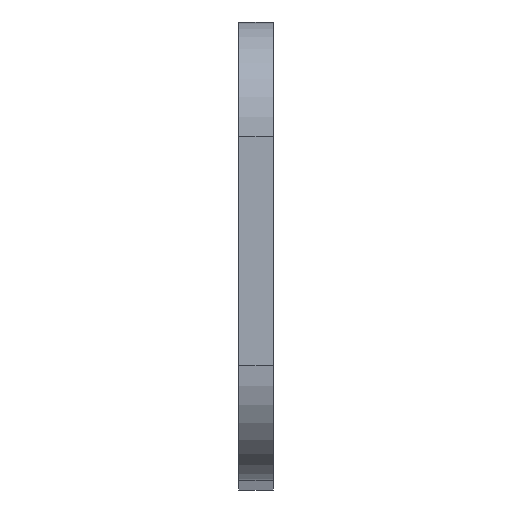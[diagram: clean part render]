
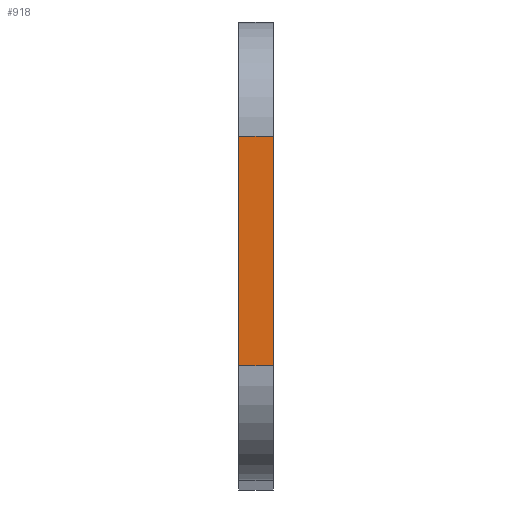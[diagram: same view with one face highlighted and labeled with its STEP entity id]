
A CAD part, top view. The second image highlights one B-rep face of the part: STEP entity #918.
In plain terms, the highlighted planar face has unit normal (0, 0, 1).
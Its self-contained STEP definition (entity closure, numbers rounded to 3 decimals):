
#6 = PLANE ( 'NONE',  #8 ) ;
#8 = AXIS2_PLACEMENT_3D ( 'NONE', #235, #1491, #1475 ) ;
#16 = DIRECTION ( 'NONE',  ( 0., -1., 0. ) ) ;
#21 = DIRECTION ( 'NONE',  ( 0., -1., 0. ) ) ;
#47 = EDGE_LOOP ( 'NONE', ( #243, #1324, #381, #1458 ) ) ;
#60 = VECTOR ( 'NONE', #16, 1000. ) ;
#95 = CARTESIAN_POINT ( 'NONE',  ( -1.5, -5., 120. ) ) ;
#114 = CARTESIAN_POINT ( 'NONE',  ( -1.5, 5., 120. ) ) ;
#142 = CARTESIAN_POINT ( 'NONE',  ( 0., -5., 120. ) ) ;
#235 = CARTESIAN_POINT ( 'NONE',  ( 0., 0., 120. ) ) ;
#243 = ORIENTED_EDGE ( 'NONE', *, *, #1413, .T. ) ;
#247 = VECTOR ( 'NONE', #969, 1000. ) ;
#259 = CARTESIAN_POINT ( 'NONE',  ( 0., 10., 120. ) ) ;
#381 = ORIENTED_EDGE ( 'NONE', *, *, #868, .F. ) ;
#416 = CARTESIAN_POINT ( 'NONE',  ( -1.5, 10., 120. ) ) ;
#431 = VERTEX_POINT ( 'NONE', #95 ) ;
#522 = CARTESIAN_POINT ( 'NONE',  ( 0., 5., 120. ) ) ;
#731 = DIRECTION ( 'NONE',  ( 1., 0., 0. ) ) ;
#868 = EDGE_CURVE ( 'NONE', #1502, #881, #1241, .T. ) ;
#881 = VERTEX_POINT ( 'NONE', #988 ) ;
#918 = ADVANCED_FACE ( 'NONE', ( #1099 ), #6, .F. ) ;
#967 = EDGE_CURVE ( 'NONE', #431, #881, #1353, .T. ) ;
#969 = DIRECTION ( 'NONE',  ( -1., 0., 0. ) ) ;
#988 = CARTESIAN_POINT ( 'NONE',  ( 0., -5., 120. ) ) ;
#1096 = LINE ( 'NONE', #1230, #247 ) ;
#1099 = FACE_OUTER_BOUND ( 'NONE', #47, .T. ) ;
#1103 = LINE ( 'NONE', #416, #1237 ) ;
#1118 = VECTOR ( 'NONE', #731, 1000. ) ;
#1230 = CARTESIAN_POINT ( 'NONE',  ( -1.5, 5., 120. ) ) ;
#1237 = VECTOR ( 'NONE', #21, 1000. ) ;
#1241 = LINE ( 'NONE', #259, #60 ) ;
#1300 = VERTEX_POINT ( 'NONE', #114 ) ;
#1324 = ORIENTED_EDGE ( 'NONE', *, *, #967, .T. ) ;
#1353 = LINE ( 'NONE', #142, #1118 ) ;
#1398 = EDGE_CURVE ( 'NONE', #1502, #1300, #1096, .T. ) ;
#1413 = EDGE_CURVE ( 'NONE', #1300, #431, #1103, .T. ) ;
#1458 = ORIENTED_EDGE ( 'NONE', *, *, #1398, .T. ) ;
#1475 = DIRECTION ( 'NONE',  ( -1., 0., 0. ) ) ;
#1491 = DIRECTION ( 'NONE',  ( 0., 0., -1. ) ) ;
#1502 = VERTEX_POINT ( 'NONE', #522 ) ;
